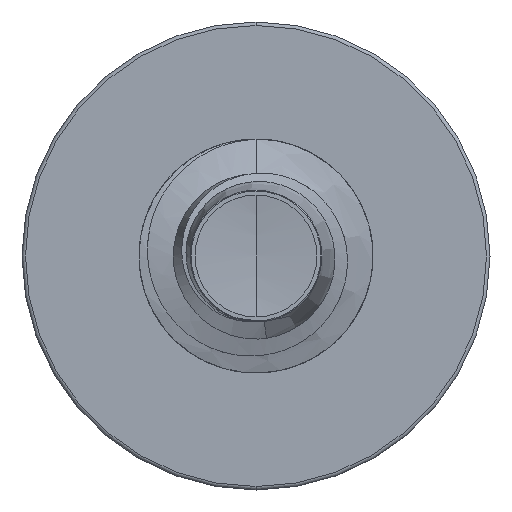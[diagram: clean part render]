
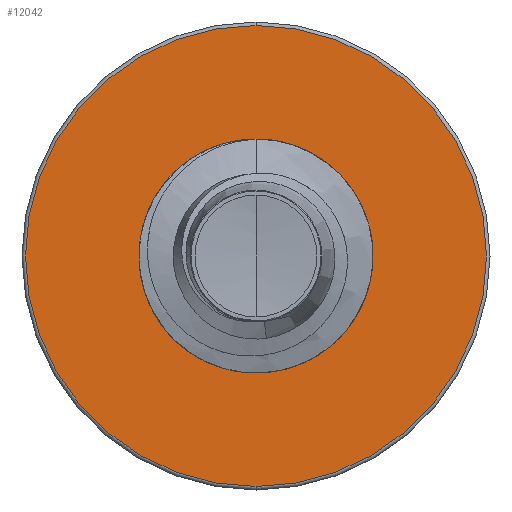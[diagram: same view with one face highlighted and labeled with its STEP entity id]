
A CAD part, front view. The second image highlights one B-rep face of the part: STEP entity #12042.
In plain terms, the highlighted planar face has unit normal (0, -1, 0).
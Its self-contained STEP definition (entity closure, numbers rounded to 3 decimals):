
#108 = CARTESIAN_POINT ( 'NONE',  ( 0., 7.5, -2.462 ) ) ;
#517 = CARTESIAN_POINT ( 'NONE',  ( 0., 7.5, 0. ) ) ;
#709 = VERTEX_POINT ( 'NONE', #108 ) ;
#721 = CARTESIAN_POINT ( 'NONE',  ( 0., 7.5, 0. ) ) ;
#955 = DIRECTION ( 'NONE',  ( 0., 0., 1. ) ) ;
#1013 = CIRCLE ( 'NONE', #13351, 2.463 ) ;
#1076 = EDGE_LOOP ( 'NONE', ( #10339, #8432 ) ) ;
#1586 = CARTESIAN_POINT ( 'NONE',  ( 0., 7.5, -1.196 ) ) ;
#1697 = DIRECTION ( 'NONE',  ( 0., 0., 1. ) ) ;
#1906 = DIRECTION ( 'NONE',  ( 0., 0., 1. ) ) ;
#2398 = EDGE_CURVE ( 'NONE', #7025, #5370, #13257, .T. ) ;
#3048 = AXIS2_PLACEMENT_3D ( 'NONE', #15073, #8050, #955 ) ;
#3613 = CIRCLE ( 'NONE', #3048, 1.196 ) ;
#3707 = ORIENTED_EDGE ( 'NONE', *, *, #14753, .F. ) ;
#4740 = FACE_OUTER_BOUND ( 'NONE', #8571, .T. ) ;
#5370 = VERTEX_POINT ( 'NONE', #1586 ) ;
#5415 = CARTESIAN_POINT ( 'NONE',  ( 0., 7.5, -1.196 ) ) ;
#5896 = DIRECTION ( 'NONE',  ( 0., 1., 0. ) ) ;
#6614 = DIRECTION ( 'NONE',  ( 0., 1., 0. ) ) ;
#7025 = VERTEX_POINT ( 'NONE', #15281 ) ;
#7521 = FACE_BOUND ( 'NONE', #1076, .T. ) ;
#8050 = DIRECTION ( 'NONE',  ( 0., 1., 0. ) ) ;
#8432 = ORIENTED_EDGE ( 'NONE', *, *, #12630, .T. ) ;
#8571 = EDGE_LOOP ( 'NONE', ( #9485, #3707 ) ) ;
#8795 = DIRECTION ( 'NONE',  ( 0., 1., 0. ) ) ;
#9000 = DIRECTION ( 'NONE',  ( 0., 1., 0. ) ) ;
#9485 = ORIENTED_EDGE ( 'NONE', *, *, #14132, .F. ) ;
#10309 = CARTESIAN_POINT ( 'NONE',  ( 0., 7.5, 2.463 ) ) ;
#10339 = ORIENTED_EDGE ( 'NONE', *, *, #2398, .T. ) ;
#11287 = AXIS2_PLACEMENT_3D ( 'NONE', #5415, #6614, #14812 ) ;
#12042 = ADVANCED_FACE ( 'NONE', ( #4740, #7521 ), #14770, .F. ) ;
#12111 = CIRCLE ( 'NONE', #12273, 2.463 ) ;
#12273 = AXIS2_PLACEMENT_3D ( 'NONE', #517, #8795, #1697 ) ;
#12572 = VERTEX_POINT ( 'NONE', #10309 ) ;
#12630 = EDGE_CURVE ( 'NONE', #5370, #7025, #3613, .T. ) ;
#12943 = CARTESIAN_POINT ( 'NONE',  ( 0., 7.5, 0. ) ) ;
#13057 = AXIS2_PLACEMENT_3D ( 'NONE', #721, #9000, #1906 ) ;
#13257 = CIRCLE ( 'NONE', #13057, 1.196 ) ;
#13351 = AXIS2_PLACEMENT_3D ( 'NONE', #12943, #5896, #14120 ) ;
#14120 = DIRECTION ( 'NONE',  ( 0., 0., 1. ) ) ;
#14132 = EDGE_CURVE ( 'NONE', #12572, #709, #1013, .T. ) ;
#14753 = EDGE_CURVE ( 'NONE', #709, #12572, #12111, .T. ) ;
#14770 = PLANE ( 'NONE',  #11287 ) ;
#14812 = DIRECTION ( 'NONE',  ( 0., 0., 1. ) ) ;
#15073 = CARTESIAN_POINT ( 'NONE',  ( 0., 7.5, 0. ) ) ;
#15281 = CARTESIAN_POINT ( 'NONE',  ( 0., 7.5, 1.196 ) ) ;
